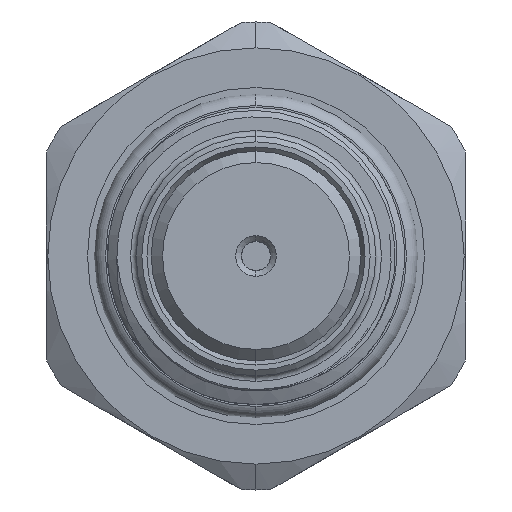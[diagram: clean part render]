
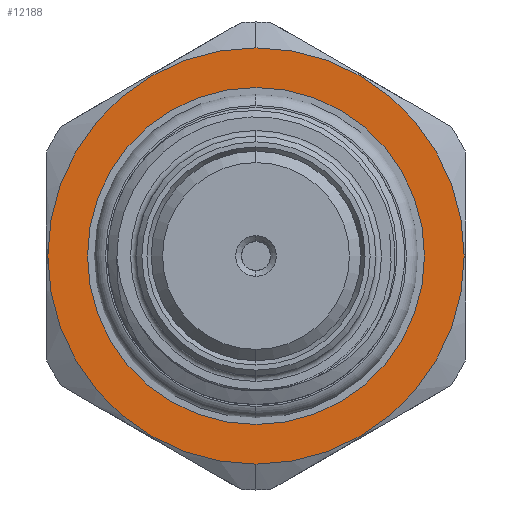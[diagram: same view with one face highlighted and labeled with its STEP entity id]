
A CAD part, left-side view. The second image highlights one B-rep face of the part: STEP entity #12188.
In plain terms, the highlighted planar face has unit normal (-1, 0, 0).
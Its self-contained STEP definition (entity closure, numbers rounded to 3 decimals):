
#241 = ORIENTED_EDGE ( 'NONE', *, *, #2023, .T. ) ;
#568 = AXIS2_PLACEMENT_3D ( 'NONE', #2256, #8561, #8744 ) ;
#1020 = EDGE_CURVE ( 'NONE', #3001, #4067, #4429, .T. ) ;
#1488 = CIRCLE ( 'NONE', #7743, 8.93 ) ;
#1506 = AXIS2_PLACEMENT_3D ( 'NONE', #10649, #9660, #12823 ) ;
#2023 = EDGE_CURVE ( 'NONE', #4067, #3001, #12826, .T. ) ;
#2256 = CARTESIAN_POINT ( 'NONE',  ( 14.93, 0., 0. ) ) ;
#2573 = DIRECTION ( 'NONE',  ( 1., 0., 0. ) ) ;
#2872 = CARTESIAN_POINT ( 'NONE',  ( 14.93, 0., 11.03 ) ) ;
#3001 = VERTEX_POINT ( 'NONE', #6834 ) ;
#4067 = VERTEX_POINT ( 'NONE', #2872 ) ;
#4429 = CIRCLE ( 'NONE', #11500, 11.03 ) ;
#4707 = AXIS2_PLACEMENT_3D ( 'NONE', #5816, #2573, #11250 ) ;
#4808 = EDGE_CURVE ( 'NONE', #12285, #12130, #1488, .T. ) ;
#5816 = CARTESIAN_POINT ( 'NONE',  ( 14.93, 8.93, 0. ) ) ;
#6462 = EDGE_LOOP ( 'NONE', ( #9669, #241 ) ) ;
#6834 = CARTESIAN_POINT ( 'NONE',  ( 14.93, 0., -11.03 ) ) ;
#7286 = CARTESIAN_POINT ( 'NONE',  ( 14.93, 0., 0. ) ) ;
#7652 = EDGE_CURVE ( 'NONE', #12130, #12285, #11046, .T. ) ;
#7743 = AXIS2_PLACEMENT_3D ( 'NONE', #7961, #8843, #12193 ) ;
#7961 = CARTESIAN_POINT ( 'NONE',  ( 14.93, 0., 0. ) ) ;
#7971 = ORIENTED_EDGE ( 'NONE', *, *, #4808, .F. ) ;
#8032 = CARTESIAN_POINT ( 'NONE',  ( 14.93, 0., 8.93 ) ) ;
#8195 = DIRECTION ( 'NONE',  ( 0., 0., 1. ) ) ;
#8230 = EDGE_LOOP ( 'NONE', ( #7971, #12137 ) ) ;
#8235 = DIRECTION ( 'NONE',  ( -1., 0., 0. ) ) ;
#8561 = DIRECTION ( 'NONE',  ( -1., 0., 0. ) ) ;
#8622 = FACE_BOUND ( 'NONE', #8230, .T. ) ;
#8744 = DIRECTION ( 'NONE',  ( 0., 0., 1. ) ) ;
#8843 = DIRECTION ( 'NONE',  ( -1., 0., 0. ) ) ;
#9059 = PLANE ( 'NONE',  #4707 ) ;
#9457 = FACE_OUTER_BOUND ( 'NONE', #6462, .T. ) ;
#9660 = DIRECTION ( 'NONE',  ( -1., 0., 0. ) ) ;
#9669 = ORIENTED_EDGE ( 'NONE', *, *, #1020, .T. ) ;
#10649 = CARTESIAN_POINT ( 'NONE',  ( 14.93, 0., 0. ) ) ;
#10807 = CARTESIAN_POINT ( 'NONE',  ( 14.93, 0., -8.93 ) ) ;
#11046 = CIRCLE ( 'NONE', #568, 8.93 ) ;
#11250 = DIRECTION ( 'NONE',  ( 0., 0., -1. ) ) ;
#11500 = AXIS2_PLACEMENT_3D ( 'NONE', #7286, #8235, #8195 ) ;
#12130 = VERTEX_POINT ( 'NONE', #10807 ) ;
#12137 = ORIENTED_EDGE ( 'NONE', *, *, #7652, .F. ) ;
#12188 = ADVANCED_FACE ( 'NONE', ( #8622, #9457 ), #9059, .F. ) ;
#12193 = DIRECTION ( 'NONE',  ( 0., 0., 1. ) ) ;
#12285 = VERTEX_POINT ( 'NONE', #8032 ) ;
#12823 = DIRECTION ( 'NONE',  ( 0., 0., 1. ) ) ;
#12826 = CIRCLE ( 'NONE', #1506, 11.03 ) ;
